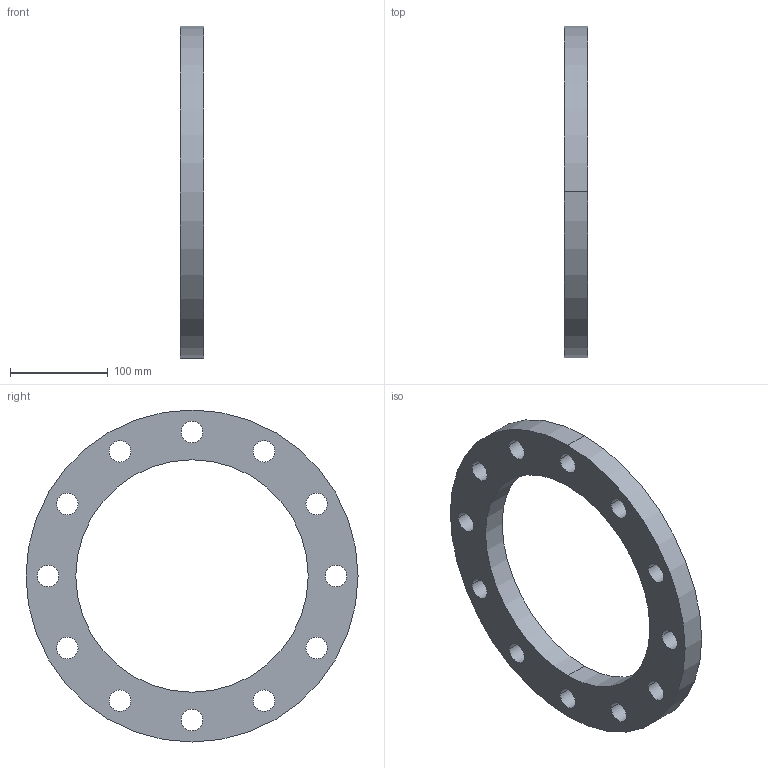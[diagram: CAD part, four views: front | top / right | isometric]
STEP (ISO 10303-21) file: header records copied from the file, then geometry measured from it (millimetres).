
FILE_DESCRIPTION( ( '' ), '1' );
FILE_NAME( 'ODSPN16-225.stp', '2015-09-22T06:58:23', ( '' ), ( '' ), ' ', ' ', ' ' );
FILE_SCHEMA( ( 'automotive_design' ) );
Length unit declared in the file: millimetre
Products named in the file (1): 1
Bounding box: 24 x 340 x 340 mm (x, y, z)
Volume: 1001816.2 mm3; surface area: 146970 mm2
Topology: 1 solids, 1 shells, 30 faces, 84 edges, 56 vertices
Faces by surface type: cylinder 28, plane 2
Entity records: 2020 total; most frequent: DIRECTION 202, STYLED_ITEM 171, PRESENTATION_STYLE_ASSIGNMENT 171, CARTESIAN_POINT 171, COLOUR_RGB 171, ORIENTED_EDGE 168, AXIS2_PLACEMENT_3D 87, EDGE_CURVE 84
